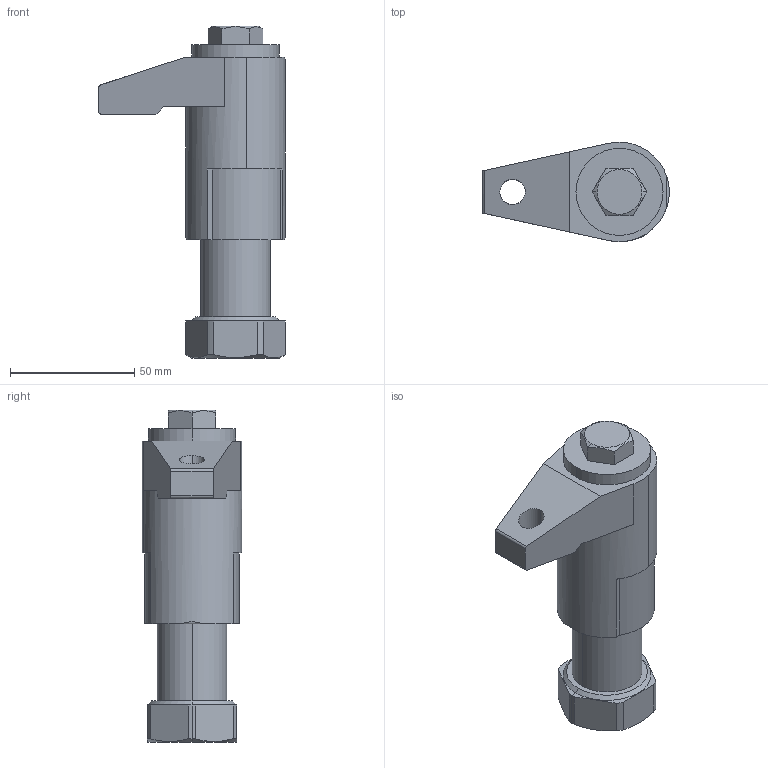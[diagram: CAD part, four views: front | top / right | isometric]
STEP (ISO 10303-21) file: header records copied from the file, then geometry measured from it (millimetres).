
FILE_DESCRIPTION(('STEP AP214'),'1');
FILE_NAME(' ',' ',('TraceParts'),('TraceParts S.A.'),'XStep 1.0',' ',' ');
FILE_SCHEMA(('automotive_design'));
Length unit declared in the file: millimetre
Products named in the file (3): 1; 2; 3
Bounding box: 75 x 39.95 x 133.5 mm (x, y, z)
Volume: 168761.7 mm3; surface area: 31667.3 mm2
Topology: 3 solids, 3 shells, 81 faces, 198 edges, 128 vertices
Faces by surface type: plane 36, cylinder 31, cone 14
Entity records: 4774 total; most frequent: CARTESIAN_POINT 500, DIRECTION 420, STYLED_ITEM 410, PRESENTATION_STYLE_ASSIGNMENT 410, COLOUR_RGB 410, ORIENTED_EDGE 396, EDGE_CURVE 198, CURVE_STYLE 198
